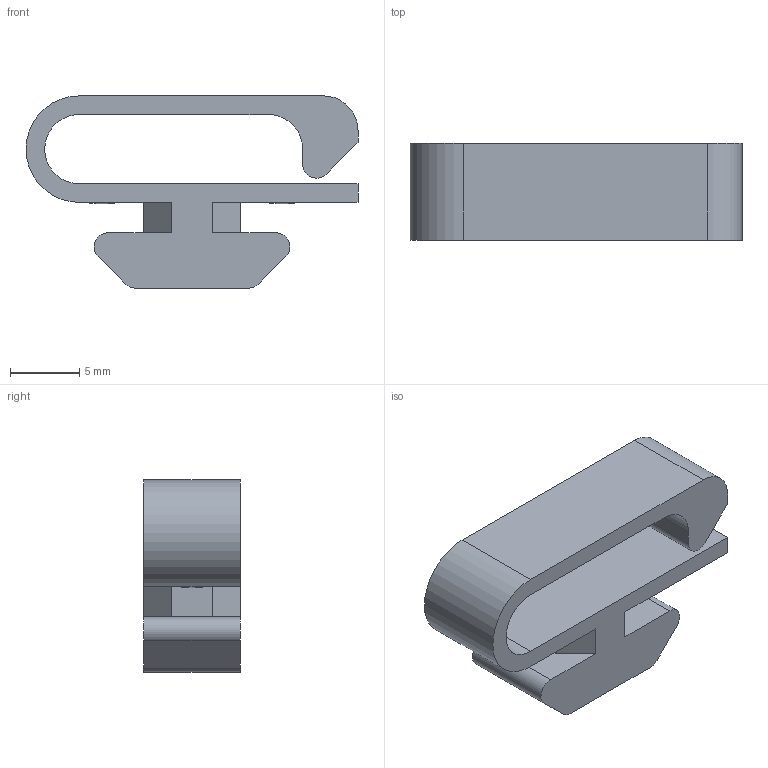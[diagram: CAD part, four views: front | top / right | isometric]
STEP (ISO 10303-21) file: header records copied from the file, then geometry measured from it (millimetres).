
FILE_DESCRIPTION(/* description */ (''),/* implementation_level */ '2;1');
FILE_NAME(/* name */ 'Rat Rig 3030 Clip v1.step',/* time_stamp */ '2021-06-03T20:40:46+01:00',/* author */ (''),/* organization */ (''),/* preprocessor_version */ 'ST-DEVELOPER v18.1',/* originating_system */ 'Autodesk Translation Framework v10.9.0.1377',/* authorisation */ '');
FILE_SCHEMA (('AUTOMOTIVE_DESIGN { 1 0 10303 214 3 1 1 }'));
Length unit declared in the file: millimetre
Products named in the file (1): Rat Rig 3030 Clip
Bounding box: 24 x 7 x 13.9 mm (x, y, z)
Volume: 1016.1 mm3; surface area: 1217.9 mm2
Topology: 1 solids, 1 shells, 33 faces, 93 edges, 62 vertices
Faces by surface type: plane 22, cylinder 9, sphere 2
Entity records: 1092 total; most frequent: CARTESIAN_POINT 187, ORIENTED_EDGE 182, DIRECTION 181, EDGE_CURVE 91, LINE 69, VECTOR 69, VERTEX_POINT 62, AXIS2_PLACEMENT_3D 56
